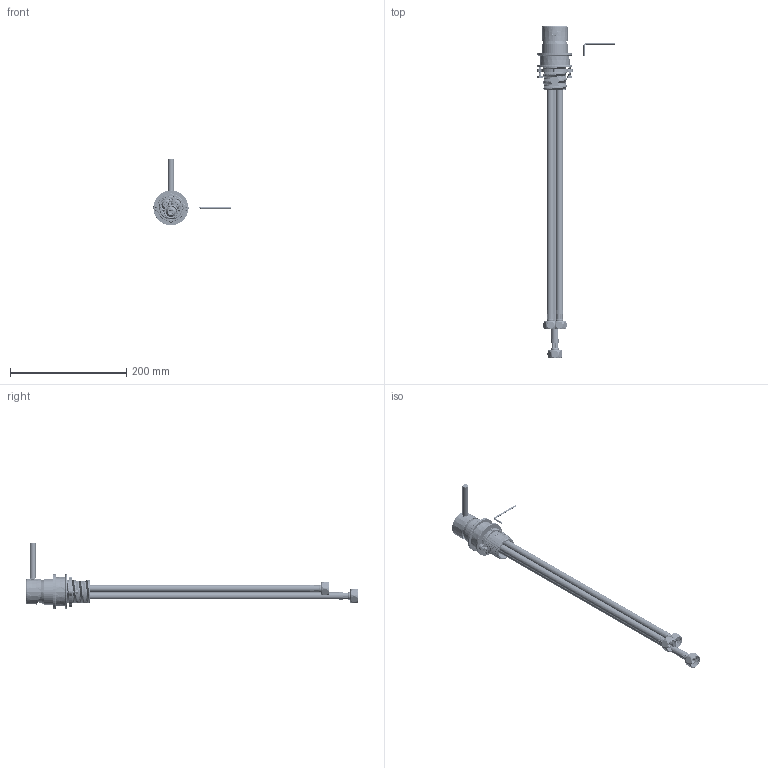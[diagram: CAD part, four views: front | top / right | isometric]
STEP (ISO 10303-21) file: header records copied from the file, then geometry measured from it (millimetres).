
FILE_DESCRIPTION((''),'2;1');
FILE_NAME('AS62881-10-01_ASM','2019-07-11T',('zhangyuli'),('Lota'),'CREO PARAMETRIC BY PTC INC, 2017170','CREO PARAMETRIC BY PTC INC, 2017170','');
FILE_SCHEMA(('CONFIG_CONTROL_DESIGN'));
Products named in the file (30): 62881-02-00; 62881-01-00; 62357-05-00; 6024-04-00; D6113-05-00; D6113-06-00; D6113-46-00; 407A-02-00; 62461-02-00; F046M-02-00; F049G-15-00; 62881-03-00; 62881-08-00; 62881-05-00; 62881-04-00; 825-37-T0; 62355-11-06; 62694-02-08; 62694-02-07; 62355-11-05; 62604-04-01; 62355-11-02; F8026-17-05; 62604-04-02; 62604-04-A0_ASM; 62604-04-C1; 62604-04-C2; 62604-04-C0_ASM; 811-25-00; AS62881-10-01_ASM
Assembly tree (39 placements, depth 3):
  AS62881-10-01_ASM
    62881-02-00
    62881-01-00
    62357-05-00
    6024-04-00
    D6113-05-00
    D6113-06-00
    D6113-46-00
    407A-02-00
    62461-02-00
    F046M-02-00
    F049G-15-00
    62881-03-00
    62881-08-00
    62881-05-00
    62881-04-00
    825-37-T0  x2
    62604-04-A0_ASM  x2
      62355-11-06
      62694-02-08
      62694-02-07
      62355-11-05
      62604-04-01
      62355-11-02
      F8026-17-05
      62604-04-02
    62604-04-C0_ASM
      62355-11-06
      62694-02-08
      62694-02-07
      62355-11-05  x2
      62604-04-C1
      62355-11-02
      F8026-17-05
      62604-04-C2
    811-25-00
Bounding box: 133.54 x 570.8 x 114.5 mm (x, y, z)
Volume: 191660.6 mm3; surface area: 462596 mm2
Topology: 46 solids, 98 shells, 4957 faces, 12370 edges, 7699 vertices
Faces by surface type: cylinder 2031, bspline 1250, plane 691, torus 592, cone 357, sphere 36
Entity records: 166345 total; most frequent: CARTESIAN_POINT 108837, ORIENTED_EDGE 12766, DIRECTION 10291, EDGE_CURVE 6486, VERTEX_POINT 4137, AXIS2_PLACEMENT_3D 4036, EDGE_LOOP 2748, FACE_OUTER_BOUND 2546
